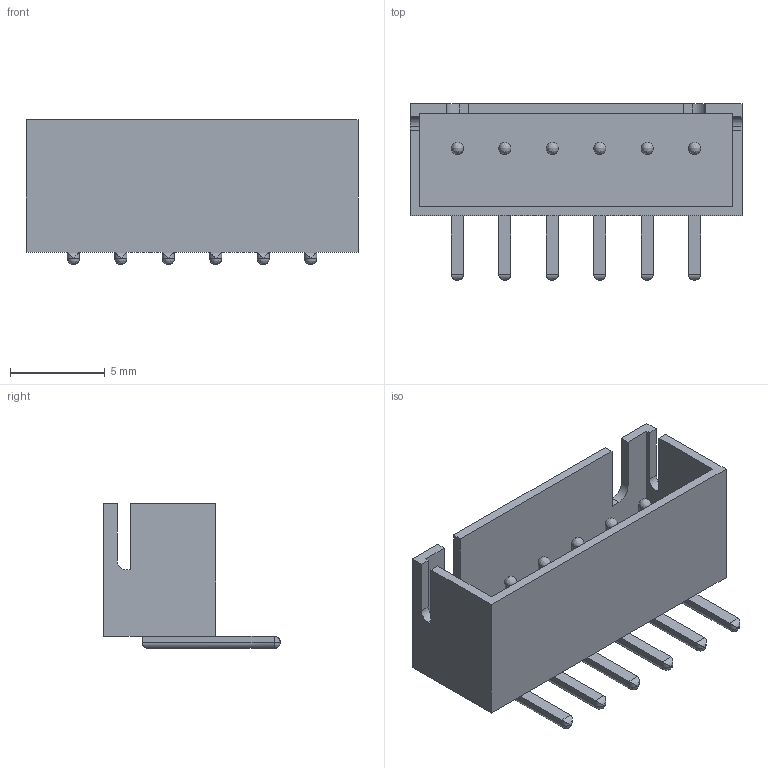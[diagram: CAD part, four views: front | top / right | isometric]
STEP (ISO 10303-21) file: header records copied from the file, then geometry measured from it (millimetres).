
FILE_DESCRIPTION (( 'STEP AP214' ), '1' );
FILE_NAME ('User Library-JST-XH-2.5mm-6.STEP', '2021-06-20T19:38:42', ( '' ), ( '' ), 'SwSTEP 2.0', 'SolidWorks 2021', '' );
FILE_SCHEMA (( 'AUTOMOTIVE_DESIGN' ));
Length unit declared in the file: millimetre
Products named in the file (1): User Library-JST-XH-2.5mm-6
Bounding box: 17.5 x 9.3 x 7.64 mm (x, y, z)
Volume: 213.9 mm3; surface area: 947.5 mm2
Topology: 7 solids, 7 shells, 108 faces, 252 edges, 140 vertices
Faces by surface type: plane 50, cylinder 46, bspline 12
Entity records: 3318 total; most frequent: CARTESIAN_POINT 729, ORIENTED_EDGE 456, DIRECTION 448, EDGE_CURVE 228, LINE 154, VECTOR 154, AXIS2_PLACEMENT_3D 147, VERTEX_POINT 140
